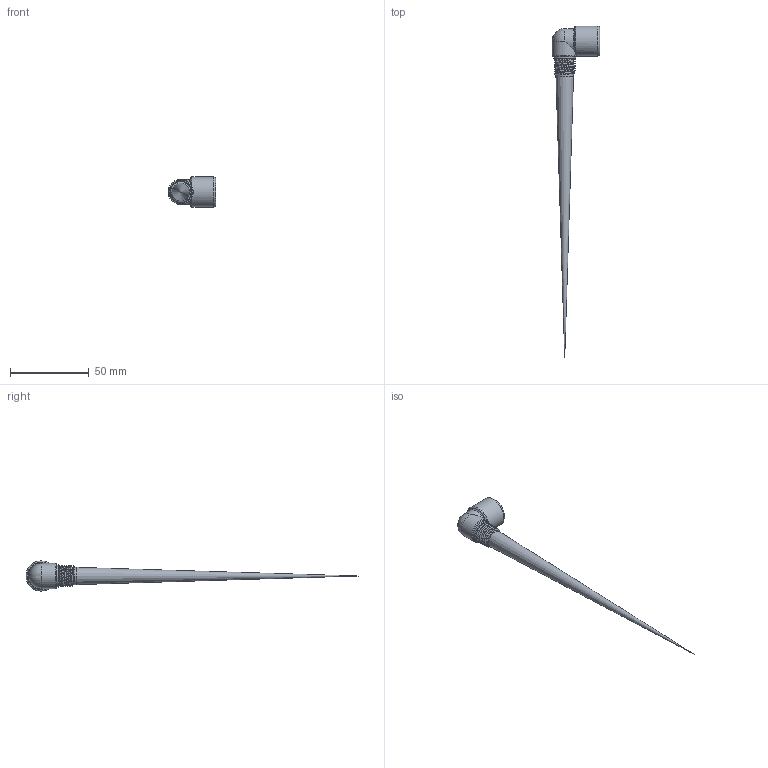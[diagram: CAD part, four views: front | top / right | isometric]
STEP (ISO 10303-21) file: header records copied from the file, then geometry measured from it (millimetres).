
FILE_DESCRIPTION(/* description */ ('1/4" 90 DEG. STREET ELBOW'),/* implementation_level */ '2;1');
FILE_NAME(/* name */ 'SL025-90.stp',/* time_stamp */ '2018-07-30T09:56:09-04:00',/* author */ ('DLC'),/* organization */ (''),/* preprocessor_version */ 'ST-DEVELOPER v17',/* originating_system */ 'Autodesk Inventor 2018',/* authorisation */ '');
FILE_SCHEMA (('AUTOMOTIVE_DESIGN { 1 0 10303 214 3 1 1 }'));
Length unit declared in the file: inch
Products named in the file (2): SL025-90; SL025-90U
Assembly tree (1 placements, depth 2):
  SL025-90
    SL025-90U
Bounding box: 30.16 x 210.34 x 19.05 mm (x, y, z)
Volume: 5974.1 mm3; surface area: 10876.4 mm2
Topology: 1 solids, 1 shells, 51 faces, 144 edges, 90 vertices
Faces by surface type: cone 21, bspline 8, cylinder 8, plane 7, torus 5, sphere 2
Full cylindrical faces by diameter (mm): 7.62 x2, 13.97 x1, 19.05 x1
Entity records: 5426 total; most frequent: CARTESIAN_POINT 4191, ORIENTED_EDGE 268, DIRECTION 212, EDGE_CURVE 134, AXIS2_PLACEMENT_3D 90, VERTEX_POINT 88, B_SPLINE_CURVE_WITH_KNOTS 58, EDGE_LOOP 56
